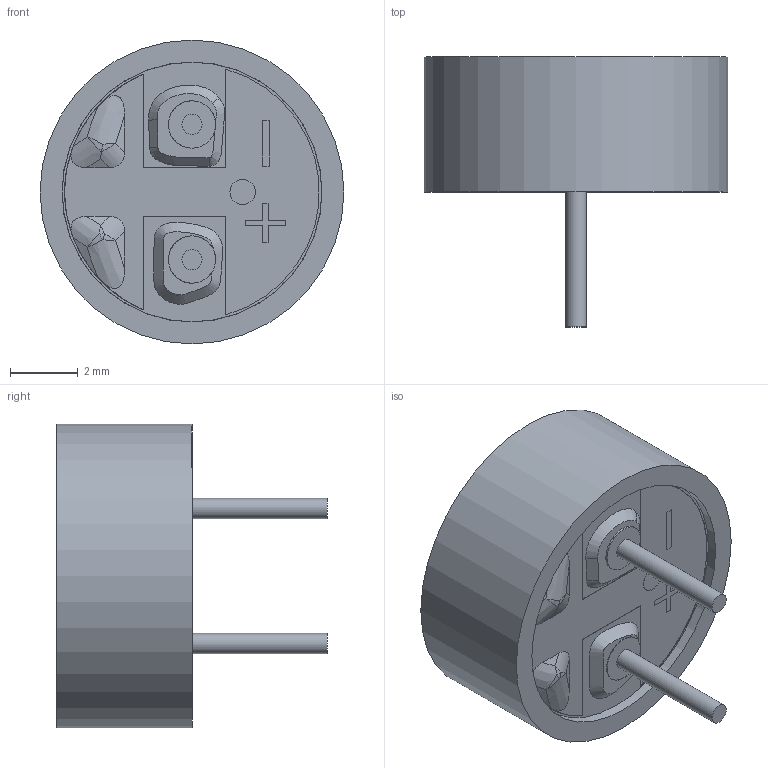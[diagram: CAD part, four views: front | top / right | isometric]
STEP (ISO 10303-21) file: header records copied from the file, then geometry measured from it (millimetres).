
FILE_DESCRIPTION(/* description */ (''),/* implementation_level */ '2;1');
FILE_NAME(/* name */ 'AT-0927-TT-2-R.ipt.step',/* time_stamp */ '2024-02-07T22:31:03-05:00',/* author */ ('J.D.'),/* organization */ (''),/* preprocessor_version */ 'ST-DEVELOPER v20',/* originating_system */ 'Autodesk Inventor 2024',/* authorisation */ '');
FILE_SCHEMA (('AUTOMOTIVE_DESIGN { 1 0 10303 214 3 1 1 }'));
Length unit declared in the file: millimetre
Products named in the file (1): AT-0927-TT-2-R
Bounding box: 9 x 8 x 9 mm (x, y, z)
Volume: 132.7 mm3; surface area: 540.4 mm2
Topology: 3 solids, 3 shells, 75 faces, 180 edges, 118 vertices
Faces by surface type: plane 43, cylinder 16, bspline 13, cone 2, sphere 1
Full cylindrical faces by diameter (mm): 0.6 x2, 0.75 x1, 1.4 x2, 1.5 x1, 2 x1, 2.35 x1, 7.69 x2, 7.7 x1, 9 x1
Entity records: 3240 total; most frequent: CARTESIAN_POINT 1425, ORIENTED_EDGE 350, DIRECTION 299, EDGE_CURVE 175, VERTEX_POINT 118, AXIS2_PLACEMENT_3D 102, LINE 95, VECTOR 95
